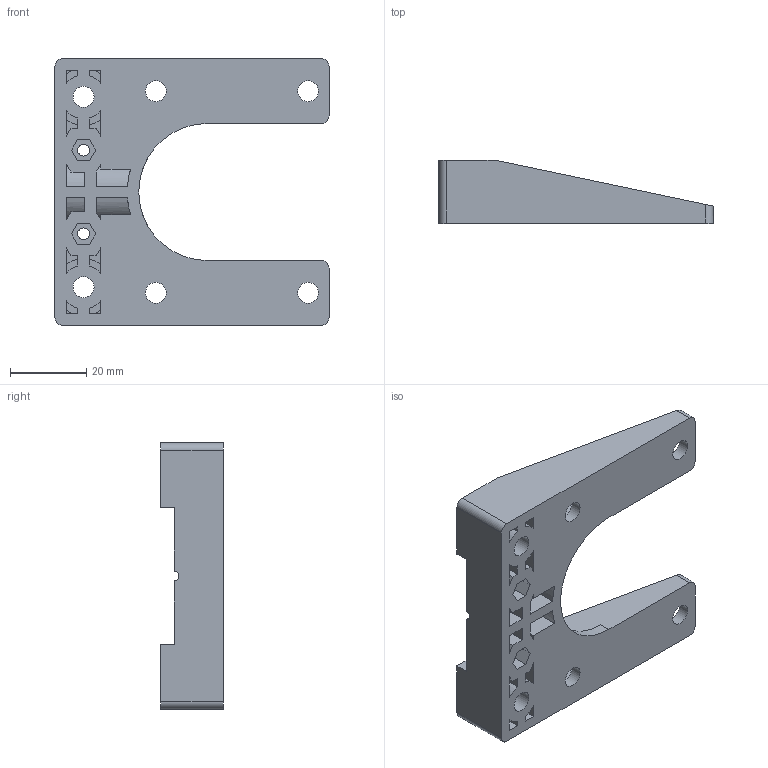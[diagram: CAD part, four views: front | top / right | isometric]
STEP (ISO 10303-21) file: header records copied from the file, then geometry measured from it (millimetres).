
FILE_DESCRIPTION((''),'2;1');
FILE_NAME('ROD MOUNT 1.stp','2014-06-10T14:12:54',('jge'),(''),'Autodesk Inventor 2012','Autodesk Inventor 2012','');
FILE_SCHEMA(('AUTOMOTIVE_DESIGN { 1 0 10303 214 1 1 1 1 }'));
Length unit declared in the file: millimetre
Products named in the file (1): ROD MOUNT 1
Bounding box: 72 x 16.5 x 70 mm (x, y, z)
Volume: 24788.4 mm3; surface area: 16205.7 mm2
Topology: 1 solids, 1 shells, 168 faces, 443 edges, 294 vertices
Faces by surface type: plane 128, cylinder 39, bspline 1
Full cylindrical faces by diameter (mm): 3.1 x2, 5.5 x6
Entity records: 5237 total; most frequent: CARTESIAN_POINT 973, ORIENTED_EDGE 870, DIRECTION 849, EDGE_CURVE 435, VECTOR 345, LINE 345, VERTEX_POINT 294, AXIS2_PLACEMENT_3D 252
